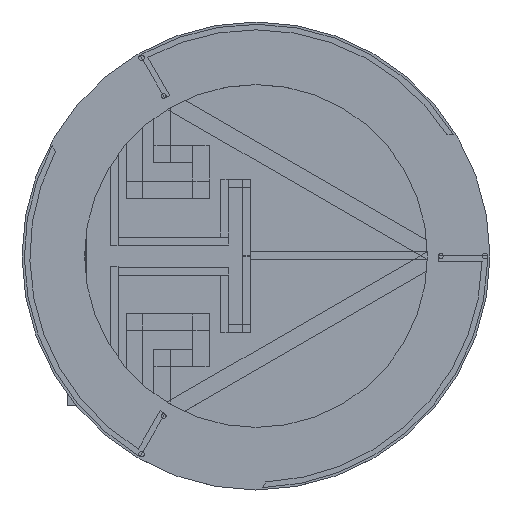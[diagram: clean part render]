
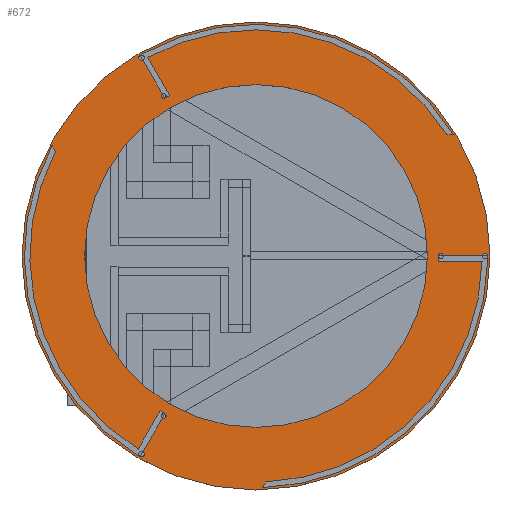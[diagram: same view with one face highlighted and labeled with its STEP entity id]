
A CAD part, top view. The second image highlights one B-rep face of the part: STEP entity #672.
In plain terms, the highlighted planar face has unit normal (0, 0, 1).
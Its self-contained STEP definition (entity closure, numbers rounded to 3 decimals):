
#672=ADVANCED_FACE('',(#1339,#1340),#1341,.T.);
#1339=FACE_BOUND('',#2277,.T.);
#1340=FACE_OUTER_BOUND('',#2278,.T.);
#1341=PLANE('',#2279);
#2277=EDGE_LOOP('',(#3052,#3053));
#2278=EDGE_LOOP('',(#3054,#3055));
#2279=AXIS2_PLACEMENT_3D('',#3056,#3057,#3058);
#3052=ORIENTED_EDGE('',*,*,#4773,.T.);
#3053=ORIENTED_EDGE('',*,*,#4774,.T.);
#3054=ORIENTED_EDGE('',*,*,#4775,.F.);
#3055=ORIENTED_EDGE('',*,*,#4776,.F.);
#3056=CARTESIAN_POINT('',(-42.42,-42.42,0.));
#3057=DIRECTION('',(0.0,0.0,1.0));
#3058=DIRECTION('',(1.0,0.0,0.0));
#4773=EDGE_CURVE('',#5528,#5529,#5530,.T.);
#4774=EDGE_CURVE('',#5529,#5528,#5531,.T.);
#4775=EDGE_CURVE('',#5532,#5533,#5534,.T.);
#4776=EDGE_CURVE('',#5533,#5532,#5535,.T.);
#5528=VERTEX_POINT('',#6580);
#5529=VERTEX_POINT('',#6581);
#5530=CIRCLE('',#6582,31.08);
#5531=CIRCLE('',#6583,31.08);
#5532=VERTEX_POINT('',#6584);
#5533=VERTEX_POINT('',#6585);
#5534=CIRCLE('',#6586,42.42);
#5535=CIRCLE('',#6587,42.42);
#6580=CARTESIAN_POINT('',(31.08,0.0,0.));
#6581=CARTESIAN_POINT('',(-31.08,0.,0.));
#6582=AXIS2_PLACEMENT_3D('',#7854,#7855,#7856);
#6583=AXIS2_PLACEMENT_3D('',#7857,#7858,#7859);
#6584=CARTESIAN_POINT('',(42.42,0.0,0.));
#6585=CARTESIAN_POINT('',(-42.42,0.,0.));
#6586=AXIS2_PLACEMENT_3D('',#7860,#7861,#7862);
#6587=AXIS2_PLACEMENT_3D('',#7863,#7864,#7865);
#7854=CARTESIAN_POINT('',(0.,0.,0.));
#7855=DIRECTION('',(-0.0,0.0,-1.0));
#7856=DIRECTION('',(-1.0,0.,0.0));
#7857=CARTESIAN_POINT('',(0.,0.,0.));
#7858=DIRECTION('',(-0.0,0.0,-1.0));
#7859=DIRECTION('',(-1.0,0.,0.0));
#7860=CARTESIAN_POINT('',(0.0,0.,0.));
#7861=DIRECTION('',(0.0,0.0,-1.0));
#7862=DIRECTION('',(1.0,0.,0.0));
#7863=CARTESIAN_POINT('',(0.0,0.,0.));
#7864=DIRECTION('',(0.0,0.0,-1.0));
#7865=DIRECTION('',(1.0,0.,0.0));
